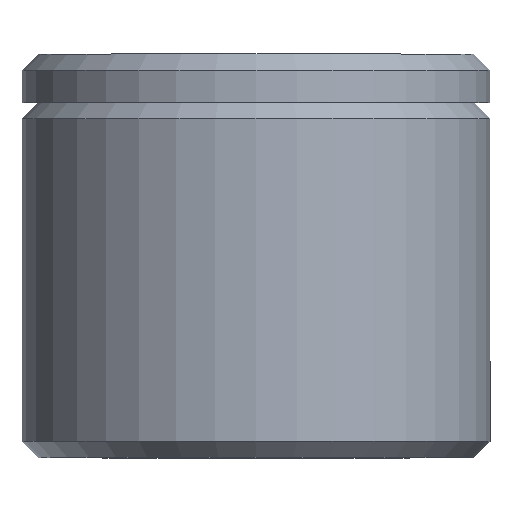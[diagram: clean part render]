
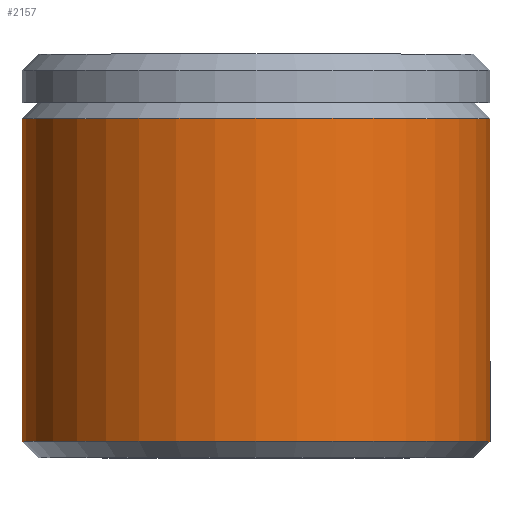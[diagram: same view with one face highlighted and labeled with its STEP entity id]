
A CAD part, top view. The second image highlights one B-rep face of the part: STEP entity #2157.
In plain terms, the highlighted cylindrical face has radius 14.5 mm (diameter 29 mm), a partial arc.
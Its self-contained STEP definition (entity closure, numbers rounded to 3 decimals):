
#143 = LINE ( 'NONE', #1368, #1243 ) ;
#146 = LINE ( 'NONE', #1015, #2775 ) ;
#339 = CARTESIAN_POINT ( 'NONE',  ( -14.763, 0.092, 0. ) ) ;
#500 = CIRCLE ( 'NONE', #618, 14.5 ) ;
#618 = AXIS2_PLACEMENT_3D ( 'NONE', #1995, #2654, #1267 ) ;
#627 = VERTEX_POINT ( 'NONE', #339 ) ;
#712 = EDGE_CURVE ( 'NONE', #2463, #627, #146, .T. ) ;
#937 = CARTESIAN_POINT ( 'NONE',  ( -29.263, 25.092, 0. ) ) ;
#1015 = CARTESIAN_POINT ( 'NONE',  ( -14.763, 25.092, 0. ) ) ;
#1226 = VERTEX_POINT ( 'NONE', #2998 ) ;
#1243 = VECTOR ( 'NONE', #1323, 1000. ) ;
#1248 = ORIENTED_EDGE ( 'NONE', *, *, #3623, .T. ) ;
#1267 = DIRECTION ( 'NONE',  ( -1., 0., 0. ) ) ;
#1275 = ORIENTED_EDGE ( 'NONE', *, *, #712, .T. ) ;
#1323 = DIRECTION ( 'NONE',  ( 0., 1., 0. ) ) ;
#1367 = CARTESIAN_POINT ( 'NONE',  ( -29.263, -19.908, 0. ) ) ;
#1368 = CARTESIAN_POINT ( 'NONE',  ( -43.763, 25.092, 0. ) ) ;
#1484 = FACE_OUTER_BOUND ( 'NONE', #3060, .T. ) ;
#1769 = EDGE_CURVE ( 'NONE', #2112, #627, #500, .T. ) ;
#1895 = EDGE_CURVE ( 'NONE', #1226, #2112, #143, .T. ) ;
#1901 = DIRECTION ( 'NONE',  ( 0., 1., 0. ) ) ;
#1995 = CARTESIAN_POINT ( 'NONE',  ( -29.263, 0.092, 0. ) ) ;
#2104 = DIRECTION ( 'NONE',  ( 0., 1., 0. ) ) ;
#2112 = VERTEX_POINT ( 'NONE', #2630 ) ;
#2157 = ADVANCED_FACE ( 'NONE', ( #1484 ), #3597, .T. ) ;
#2366 = DIRECTION ( 'NONE',  ( -1., 0., 0. ) ) ;
#2370 = AXIS2_PLACEMENT_3D ( 'NONE', #1367, #2814, #3730 ) ;
#2463 = VERTEX_POINT ( 'NONE', #3609 ) ;
#2567 = CIRCLE ( 'NONE', #2370, 14.5 ) ;
#2630 = CARTESIAN_POINT ( 'NONE',  ( -43.763, 0.092, 0. ) ) ;
#2654 = DIRECTION ( 'NONE',  ( 0., 1., 0. ) ) ;
#2718 = AXIS2_PLACEMENT_3D ( 'NONE', #937, #2104, #2366 ) ;
#2775 = VECTOR ( 'NONE', #1901, 1000. ) ;
#2814 = DIRECTION ( 'NONE',  ( 0., 1., 0. ) ) ;
#2998 = CARTESIAN_POINT ( 'NONE',  ( -43.763, -19.908, 0. ) ) ;
#3060 = EDGE_LOOP ( 'NONE', ( #1248, #1275, #3642, #3192 ) ) ;
#3192 = ORIENTED_EDGE ( 'NONE', *, *, #1895, .F. ) ;
#3597 = CYLINDRICAL_SURFACE ( 'NONE', #2718, 14.5 ) ;
#3609 = CARTESIAN_POINT ( 'NONE',  ( -14.763, -19.908, 0. ) ) ;
#3623 = EDGE_CURVE ( 'NONE', #1226, #2463, #2567, .T. ) ;
#3642 = ORIENTED_EDGE ( 'NONE', *, *, #1769, .F. ) ;
#3730 = DIRECTION ( 'NONE',  ( -1., 0., 0. ) ) ;
